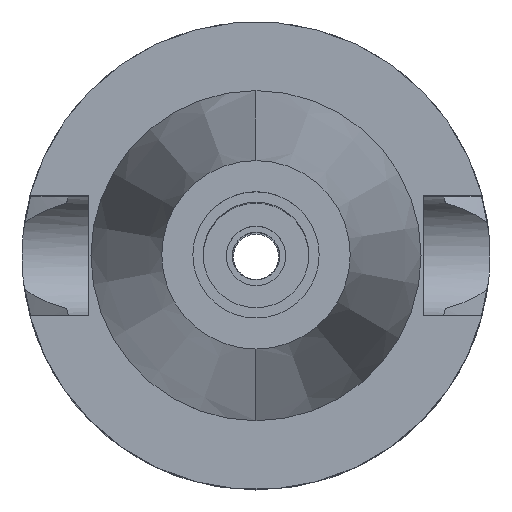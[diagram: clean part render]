
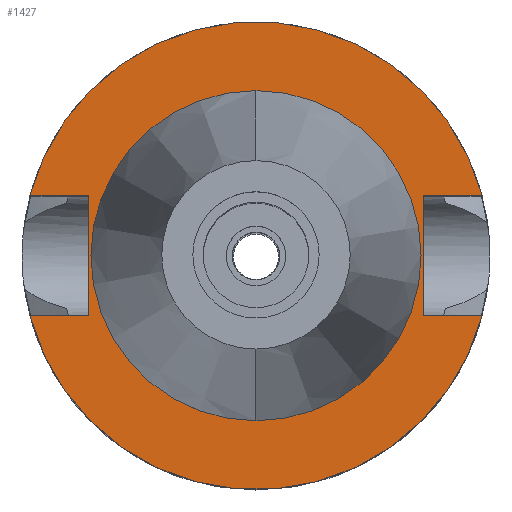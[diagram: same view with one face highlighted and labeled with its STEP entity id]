
A CAD part, top view. The second image highlights one B-rep face of the part: STEP entity #1427.
In plain terms, the highlighted planar face has unit normal (0, 0, 1).
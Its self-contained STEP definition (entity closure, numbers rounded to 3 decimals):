
#48 = LINE ( 'NONE', #962, #1738 ) ;
#60 = ORIENTED_EDGE ( 'NONE', *, *, #212, .F. ) ;
#100 = AXIS2_PLACEMENT_3D ( 'NONE', #420, #2269, #2953 ) ;
#109 = ORIENTED_EDGE ( 'NONE', *, *, #1934, .F. ) ;
#142 = CARTESIAN_POINT ( 'NONE',  ( -30.454, 8.05, -1. ) ) ;
#158 = DIRECTION ( 'NONE',  ( 0., 1., 0. ) ) ;
#185 = VECTOR ( 'NONE', #774, 1000. ) ;
#212 = EDGE_CURVE ( 'NONE', #1584, #1428, #506, .T. ) ;
#264 = VERTEX_POINT ( 'NONE', #2253 ) ;
#323 = DIRECTION ( 'NONE',  ( 0., 0., -1. ) ) ;
#339 = FACE_BOUND ( 'NONE', #2020, .T. ) ;
#347 = CARTESIAN_POINT ( 'NONE',  ( 30.454, 8.05, -1. ) ) ;
#371 = VECTOR ( 'NONE', #2444, 1000. ) ;
#415 = ORIENTED_EDGE ( 'NONE', *, *, #2562, .F. ) ;
#420 = CARTESIAN_POINT ( 'NONE',  ( 0., 0., -1. ) ) ;
#421 = VECTOR ( 'NONE', #1690, 1000. ) ;
#506 = LINE ( 'NONE', #2840, #185 ) ;
#616 = CIRCLE ( 'NONE', #2598, 31.5 ) ;
#774 = DIRECTION ( 'NONE',  ( 0., 1., 0. ) ) ;
#863 = DIRECTION ( 'NONE',  ( 0., 0., -1. ) ) ;
#917 = DIRECTION ( 'NONE',  ( 0., -1., 0. ) ) ;
#937 = CARTESIAN_POINT ( 'NONE',  ( -30.454, -8.05, -1. ) ) ;
#962 = CARTESIAN_POINT ( 'NONE',  ( 22.5, -8.05, -1. ) ) ;
#984 = ORIENTED_EDGE ( 'NONE', *, *, #1743, .F. ) ;
#990 = ORIENTED_EDGE ( 'NONE', *, *, #1369, .F. ) ;
#1022 = VERTEX_POINT ( 'NONE', #142 ) ;
#1059 = VERTEX_POINT ( 'NONE', #2477 ) ;
#1068 = EDGE_CURVE ( 'NONE', #1584, #1739, #1530, .T. ) ;
#1130 = CARTESIAN_POINT ( 'NONE',  ( 0., 0., -1. ) ) ;
#1174 = DIRECTION ( 'NONE',  ( 0., 0., 1. ) ) ;
#1219 = CARTESIAN_POINT ( 'NONE',  ( 0., -22.225, -1. ) ) ;
#1224 = EDGE_CURVE ( 'NONE', #264, #1059, #48, .T. ) ;
#1259 = ORIENTED_EDGE ( 'NONE', *, *, #2285, .F. ) ;
#1260 = VECTOR ( 'NONE', #1682, 1000. ) ;
#1266 = CIRCLE ( 'NONE', #100, 22.225 ) ;
#1288 = EDGE_CURVE ( 'NONE', #2869, #2900, #2369, .T. ) ;
#1295 = AXIS2_PLACEMENT_3D ( 'NONE', #1130, #863, #158 ) ;
#1369 = EDGE_CURVE ( 'NONE', #1428, #1022, #1904, .T. ) ;
#1427 = ADVANCED_FACE ( 'NONE', ( #2685, #339 ), #2644, .F. ) ;
#1428 = VERTEX_POINT ( 'NONE', #1725 ) ;
#1455 = CARTESIAN_POINT ( 'NONE',  ( 0., 0., -1. ) ) ;
#1458 = DIRECTION ( 'NONE',  ( 1., 0., 0. ) ) ;
#1467 = ORIENTED_EDGE ( 'NONE', *, *, #1224, .F. ) ;
#1530 = LINE ( 'NONE', #2863, #371 ) ;
#1532 = AXIS2_PLACEMENT_3D ( 'NONE', #1803, #1174, #2452 ) ;
#1559 = CARTESIAN_POINT ( 'NONE',  ( 0., 0., -1. ) ) ;
#1561 = EDGE_LOOP ( 'NONE', ( #2505, #2347, #1467, #1259, #1951, #415, #990, #60 ) ) ;
#1582 = CARTESIAN_POINT ( 'NONE',  ( 0., 22.225, -1. ) ) ;
#1584 = VERTEX_POINT ( 'NONE', #2521 ) ;
#1682 = DIRECTION ( 'NONE',  ( -1., 0., 0. ) ) ;
#1690 = DIRECTION ( 'NONE',  ( 0., -1., 0. ) ) ;
#1697 = CARTESIAN_POINT ( 'NONE',  ( 22.5, 8.05, -1. ) ) ;
#1701 = CARTESIAN_POINT ( 'NONE',  ( 22.5, 8.05, -1. ) ) ;
#1725 = CARTESIAN_POINT ( 'NONE',  ( -22.5, 8.05, -1. ) ) ;
#1738 = VECTOR ( 'NONE', #1458, 1000. ) ;
#1739 = VERTEX_POINT ( 'NONE', #937 ) ;
#1743 = EDGE_CURVE ( 'NONE', #2579, #2359, #1266, .T. ) ;
#1803 = CARTESIAN_POINT ( 'NONE',  ( 0., 0., -1. ) ) ;
#1904 = LINE ( 'NONE', #2817, #1260 ) ;
#1913 = CIRCLE ( 'NONE', #1532, 22.225 ) ;
#1934 = EDGE_CURVE ( 'NONE', #2359, #2579, #1913, .T. ) ;
#1951 = ORIENTED_EDGE ( 'NONE', *, *, #1288, .T. ) ;
#1971 = CARTESIAN_POINT ( 'NONE',  ( 22.5, 8.05, -1. ) ) ;
#2020 = EDGE_LOOP ( 'NONE', ( #984, #109 ) ) ;
#2157 = DIRECTION ( 'NONE',  ( 1., 0., 0. ) ) ;
#2253 = CARTESIAN_POINT ( 'NONE',  ( 22.5, -8.05, -1. ) ) ;
#2269 = DIRECTION ( 'NONE',  ( 0., 0., 1. ) ) ;
#2285 = EDGE_CURVE ( 'NONE', #2869, #264, #2880, .T. ) ;
#2347 = ORIENTED_EDGE ( 'NONE', *, *, #2668, .F. ) ;
#2359 = VERTEX_POINT ( 'NONE', #1219 ) ;
#2369 = LINE ( 'NONE', #1697, #2698 ) ;
#2425 = DIRECTION ( 'NONE',  ( 0., -1., 0. ) ) ;
#2444 = DIRECTION ( 'NONE',  ( -1., 0., 0. ) ) ;
#2452 = DIRECTION ( 'NONE',  ( 0., -1., 0. ) ) ;
#2456 = AXIS2_PLACEMENT_3D ( 'NONE', #1559, #323, #2425 ) ;
#2477 = CARTESIAN_POINT ( 'NONE',  ( 30.454, -8.05, -1. ) ) ;
#2505 = ORIENTED_EDGE ( 'NONE', *, *, #1068, .T. ) ;
#2515 = DIRECTION ( 'NONE',  ( 0., 0., -1. ) ) ;
#2521 = CARTESIAN_POINT ( 'NONE',  ( -22.5, -8.05, -1. ) ) ;
#2562 = EDGE_CURVE ( 'NONE', #1022, #2900, #2872, .T. ) ;
#2579 = VERTEX_POINT ( 'NONE', #1582 ) ;
#2598 = AXIS2_PLACEMENT_3D ( 'NONE', #1455, #2515, #917 ) ;
#2644 = PLANE ( 'NONE',  #2456 ) ;
#2668 = EDGE_CURVE ( 'NONE', #1059, #1739, #616, .T. ) ;
#2685 = FACE_OUTER_BOUND ( 'NONE', #1561, .T. ) ;
#2698 = VECTOR ( 'NONE', #2157, 1000. ) ;
#2817 = CARTESIAN_POINT ( 'NONE',  ( -22.5, 8.05, -1. ) ) ;
#2840 = CARTESIAN_POINT ( 'NONE',  ( -22.5, -8.05, -1. ) ) ;
#2863 = CARTESIAN_POINT ( 'NONE',  ( -22.5, -8.05, -1. ) ) ;
#2869 = VERTEX_POINT ( 'NONE', #1971 ) ;
#2872 = CIRCLE ( 'NONE', #1295, 31.5 ) ;
#2880 = LINE ( 'NONE', #1701, #421 ) ;
#2900 = VERTEX_POINT ( 'NONE', #347 ) ;
#2953 = DIRECTION ( 'NONE',  ( 0., 1., 0. ) ) ;
